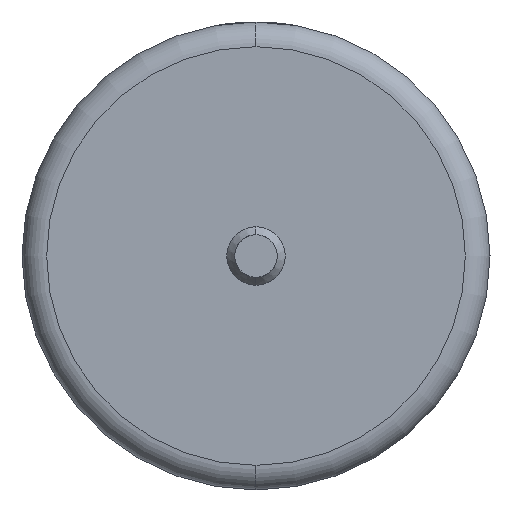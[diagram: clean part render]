
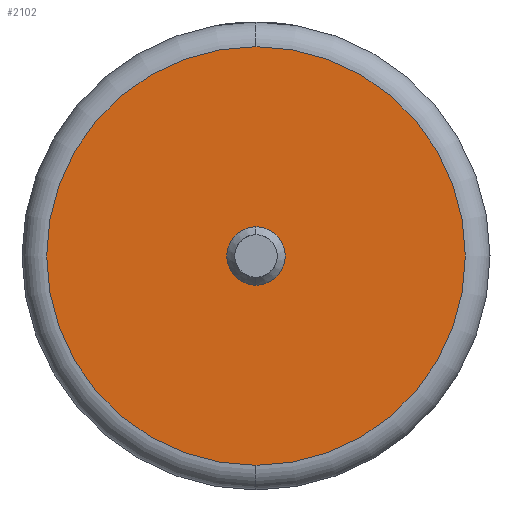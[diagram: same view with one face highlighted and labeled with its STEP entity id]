
A CAD part, left-side view. The second image highlights one B-rep face of the part: STEP entity #2102.
In plain terms, the highlighted planar face has unit normal (-1, 0, 0).
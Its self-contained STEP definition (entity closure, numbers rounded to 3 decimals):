
#188 = CARTESIAN_POINT ( 'NONE',  ( 0., 0., -0.473 ) ) ;
#425 = CARTESIAN_POINT ( 'NONE',  ( 0., 0., 0.473 ) ) ;
#555 = PLANE ( 'NONE',  #1245 ) ;
#774 = CIRCLE ( 'NONE', #4073, 3.395 ) ;
#853 = CIRCLE ( 'NONE', #3994, 0.473 ) ;
#901 = EDGE_CURVE ( 'NONE', #3322, #2217, #853, .T. ) ;
#1165 = CARTESIAN_POINT ( 'NONE',  ( 0., 0., 0. ) ) ;
#1233 = DIRECTION ( 'NONE',  ( 0., 0., 1. ) ) ;
#1245 = AXIS2_PLACEMENT_3D ( 'NONE', #2242, #3990, #1966 ) ;
#1327 = DIRECTION ( 'NONE',  ( 0., 0., 1. ) ) ;
#1369 = CIRCLE ( 'NONE', #1590, 3.395 ) ;
#1445 = DIRECTION ( 'NONE',  ( 0., 0., -1. ) ) ;
#1455 = EDGE_CURVE ( 'NONE', #2217, #3322, #2639, .T. ) ;
#1459 = DIRECTION ( 'NONE',  ( 0., 0., -1. ) ) ;
#1562 = CARTESIAN_POINT ( 'NONE',  ( 0., 0., 3.395 ) ) ;
#1590 = AXIS2_PLACEMENT_3D ( 'NONE', #3529, #4209, #1459 ) ;
#1888 = FACE_BOUND ( 'NONE', #4150, .T. ) ;
#1895 = CARTESIAN_POINT ( 'NONE',  ( 0., 0., 0. ) ) ;
#1964 = ORIENTED_EDGE ( 'NONE', *, *, #2560, .T. ) ;
#1966 = DIRECTION ( 'NONE',  ( 0., 0., -1. ) ) ;
#1983 = DIRECTION ( 'NONE',  ( -1., 0., 0. ) ) ;
#2102 = ADVANCED_FACE ( 'NONE', ( #3160, #1888 ), #555, .F. ) ;
#2217 = VERTEX_POINT ( 'NONE', #188 ) ;
#2242 = CARTESIAN_POINT ( 'NONE',  ( 0., 0., 0. ) ) ;
#2372 = CARTESIAN_POINT ( 'NONE',  ( 0., 0., -3.395 ) ) ;
#2560 = EDGE_CURVE ( 'NONE', #4003, #3912, #774, .T. ) ;
#2639 = CIRCLE ( 'NONE', #4384, 0.473 ) ;
#2673 = ORIENTED_EDGE ( 'NONE', *, *, #1455, .F. ) ;
#2849 = DIRECTION ( 'NONE',  ( -1., 0., 0. ) ) ;
#2888 = DIRECTION ( 'NONE',  ( -1., 0., 0. ) ) ;
#3160 = FACE_OUTER_BOUND ( 'NONE', #4213, .T. ) ;
#3205 = CARTESIAN_POINT ( 'NONE',  ( 0., 0., 0. ) ) ;
#3322 = VERTEX_POINT ( 'NONE', #425 ) ;
#3490 = ORIENTED_EDGE ( 'NONE', *, *, #901, .F. ) ;
#3529 = CARTESIAN_POINT ( 'NONE',  ( 0., 0., 0. ) ) ;
#3768 = ORIENTED_EDGE ( 'NONE', *, *, #4314, .T. ) ;
#3912 = VERTEX_POINT ( 'NONE', #1562 ) ;
#3990 = DIRECTION ( 'NONE',  ( 1., 0., 0. ) ) ;
#3994 = AXIS2_PLACEMENT_3D ( 'NONE', #1895, #2888, #1233 ) ;
#4003 = VERTEX_POINT ( 'NONE', #2372 ) ;
#4073 = AXIS2_PLACEMENT_3D ( 'NONE', #1165, #2849, #1445 ) ;
#4150 = EDGE_LOOP ( 'NONE', ( #2673, #3490 ) ) ;
#4209 = DIRECTION ( 'NONE',  ( -1., 0., 0. ) ) ;
#4213 = EDGE_LOOP ( 'NONE', ( #1964, #3768 ) ) ;
#4314 = EDGE_CURVE ( 'NONE', #3912, #4003, #1369, .T. ) ;
#4384 = AXIS2_PLACEMENT_3D ( 'NONE', #3205, #1983, #1327 ) ;
